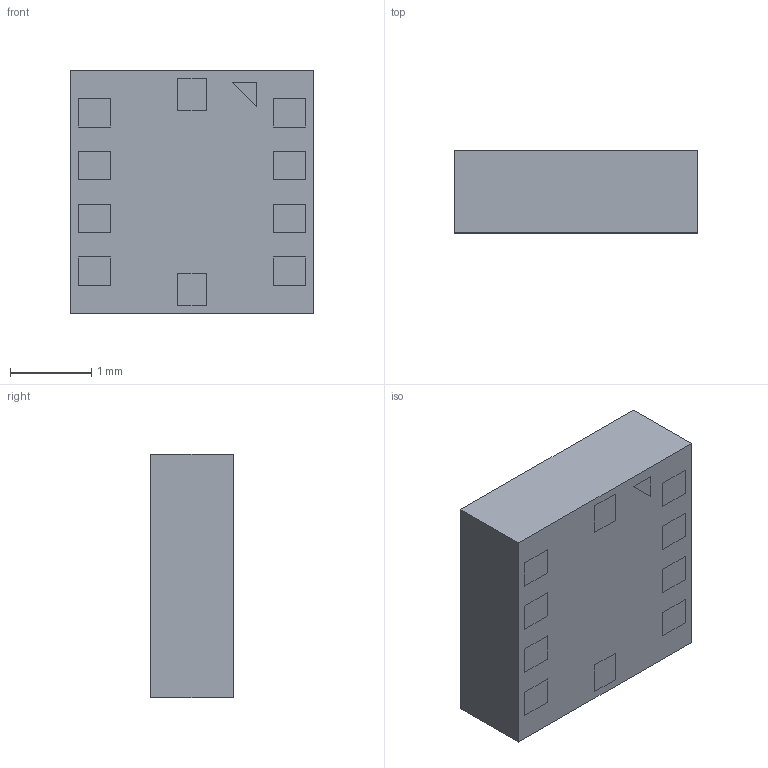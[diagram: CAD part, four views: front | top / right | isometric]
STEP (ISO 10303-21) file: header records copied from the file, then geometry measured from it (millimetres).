
FILE_DESCRIPTION (( 'STEP AP214' ), '1' );
FILE_NAME ('KX220-1071.STEP', '2018-11-01T07:29:52', ( '' ), ( '' ), 'SwSTEP 2.0', 'SolidWorks 2017', '' );
FILE_SCHEMA (( 'AUTOMOTIVE_DESIGN' ));
Length unit declared in the file: millimetre
Products named in the file (1): KX220-1071
Bounding box: 3 x 1.01 x 3 mm (x, y, z)
Volume: 9.1 mm3; surface area: 36.8 mm2
Topology: 13 solids, 13 shells, 132 faces, 282 edges, 188 vertices
Faces by surface type: plane 128, cylinder 4
Entity records: 3636 total; most frequent: CARTESIAN_POINT 603, ORIENTED_EDGE 564, DIRECTION 556, EDGE_CURVE 282, LINE 274, VECTOR 274, VERTEX_POINT 188, EDGE_LOOP 144
